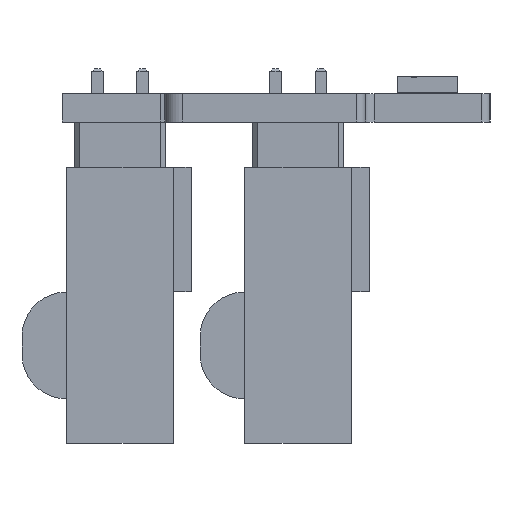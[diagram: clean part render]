
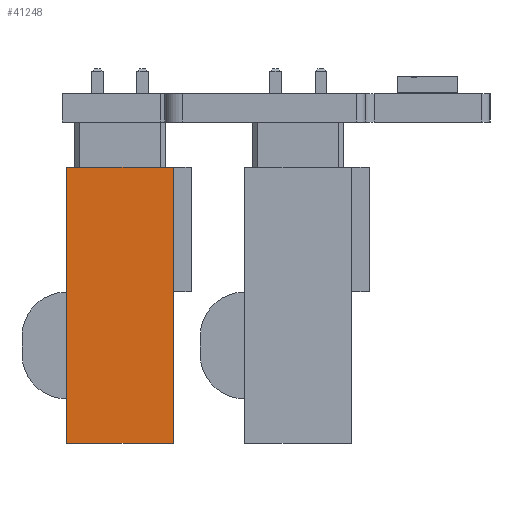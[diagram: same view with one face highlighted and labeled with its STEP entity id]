
A CAD part, left-side view. The second image highlights one B-rep face of the part: STEP entity #41248.
In plain terms, the highlighted face is planar.
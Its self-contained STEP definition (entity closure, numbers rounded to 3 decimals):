
#40598 = VERTEX_POINT('',#40599);
#40599 = CARTESIAN_POINT('',(-1.73,-13.755,2.54));
#40605 = EDGE_CURVE('',#40598,#40606,#40608,.T.);
#40606 = VERTEX_POINT('',#40607);
#40607 = CARTESIAN_POINT('',(-1.73,-13.755,18.04));
#40608 = LINE('',#40609,#40610);
#40609 = CARTESIAN_POINT('',(-1.73,-13.755,2.54));
#40610 = VECTOR('',#40611,1.);
#40611 = DIRECTION('',(0.,0.,1.));
#40731 = EDGE_CURVE('',#40606,#40732,#40734,.T.);
#40732 = VERTEX_POINT('',#40733);
#40733 = CARTESIAN_POINT('',(4.27,-13.755,18.04));
#40734 = LINE('',#40735,#40736);
#40735 = CARTESIAN_POINT('',(4.27,-13.755,18.04));
#40736 = VECTOR('',#40737,1.);
#40737 = DIRECTION('',(1.,0.,0.));
#41223 = VERTEX_POINT('',#41224);
#41224 = CARTESIAN_POINT('',(4.27,-13.755,2.54));
#41232 = EDGE_CURVE('',#41223,#40732,#41233,.T.);
#41233 = LINE('',#41234,#41235);
#41234 = CARTESIAN_POINT('',(4.27,-13.755,2.54));
#41235 = VECTOR('',#41236,1.);
#41236 = DIRECTION('',(0.,0.,1.));
#41248 = ADVANCED_FACE('',(#41249),#41260,.T.);
#41249 = FACE_BOUND('',#41250,.T.);
#41250 = EDGE_LOOP('',(#41251,#41257,#41258,#41259));
#41251 = ORIENTED_EDGE('',*,*,#41252,.F.);
#41252 = EDGE_CURVE('',#41223,#40598,#41253,.T.);
#41253 = LINE('',#41254,#41255);
#41254 = CARTESIAN_POINT('',(4.27,-13.755,2.54));
#41255 = VECTOR('',#41256,1.);
#41256 = DIRECTION('',(-1.,0.,0.));
#41257 = ORIENTED_EDGE('',*,*,#41232,.T.);
#41258 = ORIENTED_EDGE('',*,*,#40731,.F.);
#41259 = ORIENTED_EDGE('',*,*,#40605,.F.);
#41260 = PLANE('',#41261);
#41261 = AXIS2_PLACEMENT_3D('',#41262,#41263,#41264);
#41262 = CARTESIAN_POINT('',(-1.73,-13.755,2.54));
#41263 = DIRECTION('',(0.,-1.,0.));
#41264 = DIRECTION('',(1.,0.,0.));
